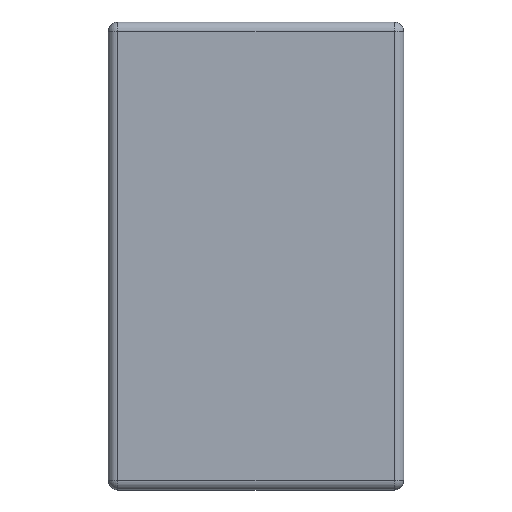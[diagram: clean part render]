
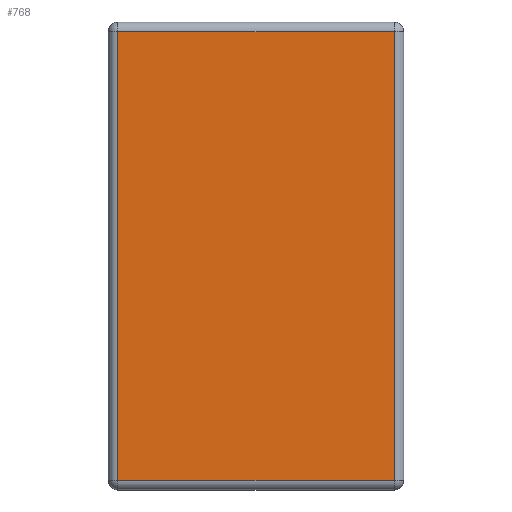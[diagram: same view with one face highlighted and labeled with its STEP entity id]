
A CAD part, left-side view. The second image highlights one B-rep face of the part: STEP entity #768.
In plain terms, the highlighted planar face has unit normal (-1, 0, 0).
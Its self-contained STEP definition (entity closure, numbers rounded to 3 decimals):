
#93 = LINE ( 'NONE', #542, #3582 ) ;
#375 = DIRECTION ( 'NONE',  ( -1., 0., 0. ) ) ;
#542 = CARTESIAN_POINT ( 'NONE',  ( 0., 0., -1.518 ) ) ;
#571 = EDGE_CURVE ( 'NONE', #2837, #2944, #93, .T. ) ;
#575 = CARTESIAN_POINT ( 'NONE',  ( 0., 0.948, -1.55 ) ) ;
#733 = DIRECTION ( 'NONE',  ( 0., 0., 1. ) ) ;
#768 = ADVANCED_FACE ( 'NONE', ( #3232 ), #2130, .T. ) ;
#928 = LINE ( 'NONE', #3749, #4571 ) ;
#1313 = ORIENTED_EDGE ( 'NONE', *, *, #571, .T. ) ;
#1387 = CARTESIAN_POINT ( 'NONE',  ( 0., 0.948, -1.518 ) ) ;
#1482 = EDGE_CURVE ( 'NONE', #3583, #3977, #928, .T. ) ;
#1650 = EDGE_LOOP ( 'NONE', ( #1313, #2408, #3908, #2708 ) ) ;
#1676 = DIRECTION ( 'NONE',  ( 0., 0., -1. ) ) ;
#1731 = EDGE_CURVE ( 'NONE', #2944, #3583, #3278, .T. ) ;
#1984 = DIRECTION ( 'NONE',  ( 0., 1., 0. ) ) ;
#2012 = VECTOR ( 'NONE', #733, 1000. ) ;
#2130 = PLANE ( 'NONE',  #4556 ) ;
#2255 = CARTESIAN_POINT ( 'NONE',  ( 0., 0.948, -0.032 ) ) ;
#2298 = DIRECTION ( 'NONE',  ( 0., -1., 0. ) ) ;
#2408 = ORIENTED_EDGE ( 'NONE', *, *, #1731, .T. ) ;
#2521 = DIRECTION ( 'NONE',  ( 0., 0., 1. ) ) ;
#2708 = ORIENTED_EDGE ( 'NONE', *, *, #3880, .T. ) ;
#2837 = VERTEX_POINT ( 'NONE', #1387 ) ;
#2944 = VERTEX_POINT ( 'NONE', #4452 ) ;
#3056 = LINE ( 'NONE', #575, #4437 ) ;
#3232 = FACE_OUTER_BOUND ( 'NONE', #1650, .T. ) ;
#3264 = CARTESIAN_POINT ( 'NONE',  ( 0., 0.032, -0.032 ) ) ;
#3278 = LINE ( 'NONE', #3959, #2012 ) ;
#3302 = CARTESIAN_POINT ( 'NONE',  ( 0., 0., 0. ) ) ;
#3582 = VECTOR ( 'NONE', #2298, 1000. ) ;
#3583 = VERTEX_POINT ( 'NONE', #3264 ) ;
#3749 = CARTESIAN_POINT ( 'NONE',  ( 0., 0.98, -0.032 ) ) ;
#3880 = EDGE_CURVE ( 'NONE', #3977, #2837, #3056, .T. ) ;
#3908 = ORIENTED_EDGE ( 'NONE', *, *, #1482, .T. ) ;
#3959 = CARTESIAN_POINT ( 'NONE',  ( 0., 0.032, 0. ) ) ;
#3977 = VERTEX_POINT ( 'NONE', #2255 ) ;
#4437 = VECTOR ( 'NONE', #1676, 1000. ) ;
#4452 = CARTESIAN_POINT ( 'NONE',  ( 0., 0.032, -1.518 ) ) ;
#4556 = AXIS2_PLACEMENT_3D ( 'NONE', #3302, #375, #2521 ) ;
#4571 = VECTOR ( 'NONE', #1984, 1000. ) ;
